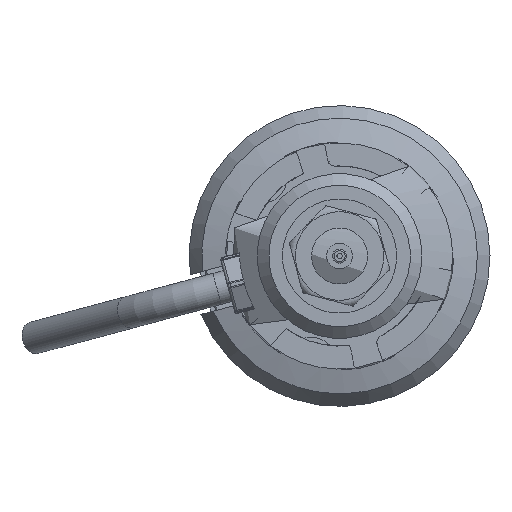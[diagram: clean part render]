
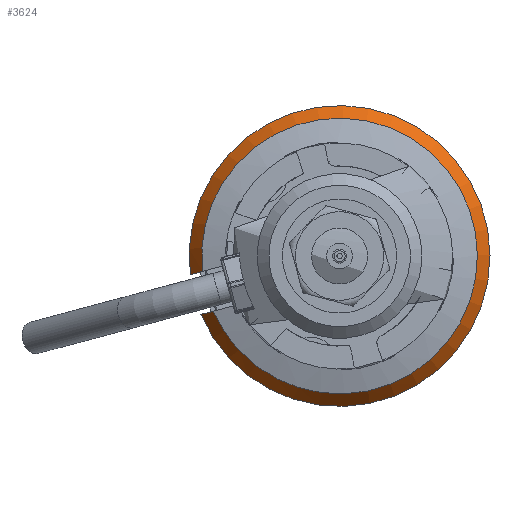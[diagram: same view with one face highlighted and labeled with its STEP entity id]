
A CAD part, front view. The second image highlights one B-rep face of the part: STEP entity #3624.
In plain terms, the highlighted conical face has half-angle 35.853 degrees and reference radius 11.607 mm.
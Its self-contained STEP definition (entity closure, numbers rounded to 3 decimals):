
#777=FACE_OUTER_BOUND('',#1016,.T.);
#1016=EDGE_LOOP('',(#2475,#2476,#2477,#2478));
#1305=(
BOUNDED_CURVE()
B_SPLINE_CURVE(2,(#5547,#5548,#5549),.UNSPECIFIED.,.F.,.F.)
B_SPLINE_CURVE_WITH_KNOTS((3,3),(-0.579,-0.397),
 .UNSPECIFIED.)
CURVE()
GEOMETRIC_REPRESENTATION_ITEM()
RATIONAL_B_SPLINE_CURVE((1.022,1.022,1.02))
REPRESENTATION_ITEM('')
);
#1306=(
BOUNDED_CURVE()
B_SPLINE_CURVE(2,(#5552,#5553,#5554),.UNSPECIFIED.,.F.,.F.)
B_SPLINE_CURVE_WITH_KNOTS((3,3),(-0.818,-0.637),
 .UNSPECIFIED.)
CURVE()
GEOMETRIC_REPRESENTATION_ITEM()
RATIONAL_B_SPLINE_CURVE((1.02,1.022,1.022))
REPRESENTATION_ITEM('')
);
#1311=CIRCLE('',#3878,11.692);
#1312=CIRCLE('',#3879,10.714);
#1558=VERTEX_POINT('',#5543);
#1559=VERTEX_POINT('',#5544);
#1560=VERTEX_POINT('',#5546);
#1561=VERTEX_POINT('',#5550);
#1911=EDGE_CURVE('',#1558,#1559,#1311,.T.);
#1912=EDGE_CURVE('',#1559,#1560,#1305,.T.);
#1913=EDGE_CURVE('',#1560,#1561,#1312,.T.);
#1914=EDGE_CURVE('',#1561,#1558,#1306,.T.);
#2475=ORIENTED_EDGE('',*,*,#1911,.T.);
#2476=ORIENTED_EDGE('',*,*,#1912,.T.);
#2477=ORIENTED_EDGE('',*,*,#1913,.T.);
#2478=ORIENTED_EDGE('',*,*,#1914,.T.);
#3603=CONICAL_SURFACE('',#3877,11.607,0.626);
#3624=ADVANCED_FACE('',(#777),#3603,.T.);
#3877=AXIS2_PLACEMENT_3D('',#5542,#4372,#4373);
#3878=AXIS2_PLACEMENT_3D('',#5545,#4374,#4375);
#3879=AXIS2_PLACEMENT_3D('',#5551,#4376,#4377);
#4372=DIRECTION('center_axis',(0.,1.,0.));
#4373=DIRECTION('ref_axis',(0.966,0.,0.259));
#4374=DIRECTION('center_axis',(0.,-1.,0.));
#4375=DIRECTION('ref_axis',(-0.707,0.,-0.707));
#4376=DIRECTION('center_axis',(0.,1.,0.));
#4377=DIRECTION('ref_axis',(0.707,0.,0.707));
#5542=CARTESIAN_POINT('Origin',(127.019,170.697,113.139));
#5543=CARTESIAN_POINT('',(116.245,170.815,108.596));
#5544=CARTESIAN_POINT('',(115.417,170.815,111.687));
#5545=CARTESIAN_POINT('Origin',(127.019,170.815,113.139));
#5546=CARTESIAN_POINT('',(116.372,169.461,111.943));
#5547=CARTESIAN_POINT('Ctrl Pts',(115.417,170.815,111.687));
#5548=CARTESIAN_POINT('Ctrl Pts',(115.915,170.108,111.821));
#5549=CARTESIAN_POINT('Ctrl Pts',(116.372,169.461,111.943));
#5550=CARTESIAN_POINT('',(117.2,169.461,108.852));
#5551=CARTESIAN_POINT('Origin',(127.019,169.461,113.139));
#5552=CARTESIAN_POINT('Ctrl Pts',(117.2,169.461,108.852));
#5553=CARTESIAN_POINT('Ctrl Pts',(116.744,170.108,108.73));
#5554=CARTESIAN_POINT('Ctrl Pts',(116.245,170.815,108.596));
